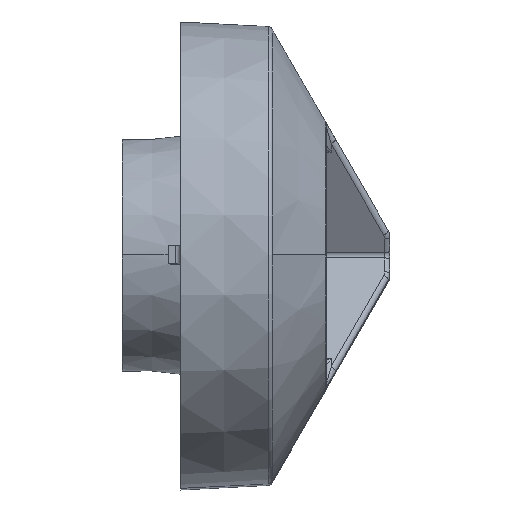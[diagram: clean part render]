
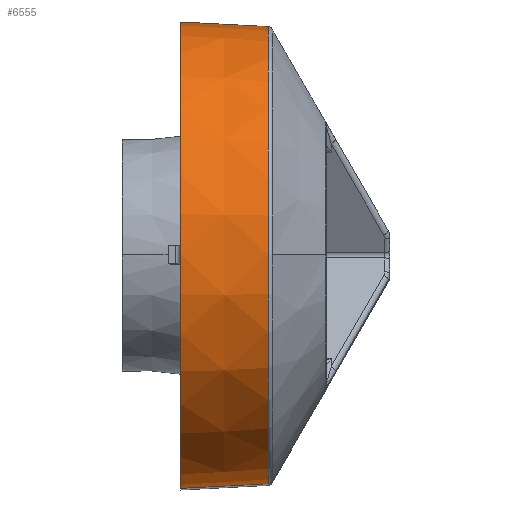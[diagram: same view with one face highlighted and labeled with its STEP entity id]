
A CAD part, top view. The second image highlights one B-rep face of the part: STEP entity #6555.
In plain terms, the highlighted conical face has half-angle 3 degrees and reference radius 9 mm.
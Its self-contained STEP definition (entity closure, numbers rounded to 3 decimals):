
#76 = DIRECTION ( 'NONE',  ( 0., 0., 1. ) ) ;
#426 = VERTEX_POINT ( 'NONE', #23956 ) ;
#572 = EDGE_CURVE ( 'NONE', #1750, #5879, #6600, .T. ) ;
#747 = CARTESIAN_POINT ( 'NONE',  ( 0.572, -8.968, 0.176 ) ) ;
#1110 = DIRECTION ( 'NONE',  ( 1., 0., 0. ) ) ;
#1244 = CARTESIAN_POINT ( 'NONE',  ( 0.572, 8.968, 0.176 ) ) ;
#1750 = VERTEX_POINT ( 'NONE', #747 ) ;
#1987 = CONICAL_SURFACE ( 'NONE', #21037, 9., 0.052 ) ;
#3690 = ORIENTED_EDGE ( 'NONE', *, *, #14190, .F. ) ;
#3710 = ORIENTED_EDGE ( 'NONE', *, *, #26726, .T. ) ;
#3924 = LINE ( 'NONE', #12241, #8943 ) ;
#4289 = EDGE_CURVE ( 'NONE', #11660, #13947, #3924, .T. ) ;
#4400 = AXIS2_PLACEMENT_3D ( 'NONE', #23522, #8100, #76 ) ;
#4911 = VERTEX_POINT ( 'NONE', #17330 ) ;
#4980 = CARTESIAN_POINT ( 'NONE',  ( 0.571, 8.97, 0.059 ) ) ;
#5879 = VERTEX_POINT ( 'NONE', #26694 ) ;
#6144 = CARTESIAN_POINT ( 'NONE',  ( 0.571, -8.969, 0.117 ) ) ;
#6555 = ADVANCED_FACE ( 'NONE', ( #10082 ), #1987, .T. ) ;
#6600 = CIRCLE ( 'NONE', #4400, 8.97 ) ;
#7297 = CARTESIAN_POINT ( 'NONE',  ( 0., 0., 0. ) ) ;
#7479 = DIRECTION ( 'NONE',  ( 0., 0., -1. ) ) ;
#8100 = DIRECTION ( 'NONE',  ( -1., 0., 0. ) ) ;
#8943 = VECTOR ( 'NONE', #22936, 1000. ) ;
#9707 = CARTESIAN_POINT ( 'NONE',  ( 0.571, 8.969, 0.117 ) ) ;
#10077 = CIRCLE ( 'NONE', #11406, 9.149 ) ;
#10082 = FACE_OUTER_BOUND ( 'NONE', #24306, .T. ) ;
#10443 = VECTOR ( 'NONE', #18581, 1000. ) ;
#11406 = AXIS2_PLACEMENT_3D ( 'NONE', #22332, #1110, #7479 ) ;
#11660 = VERTEX_POINT ( 'NONE', #13917 ) ;
#12241 = CARTESIAN_POINT ( 'NONE',  ( 0., 9., 0. ) ) ;
#12532 = CARTESIAN_POINT ( 'NONE',  ( 0.571, -8.97, 0.059 ) ) ;
#13917 = CARTESIAN_POINT ( 'NONE',  ( 0.571, 8.97, 0. ) ) ;
#13947 = VERTEX_POINT ( 'NONE', #19283 ) ;
#14190 = EDGE_CURVE ( 'NONE', #4911, #426, #22742, .T. ) ;
#14335 = CARTESIAN_POINT ( 'NONE',  ( 0.572, -8.968, 0.176 ) ) ;
#14513 = ORIENTED_EDGE ( 'NONE', *, *, #25909, .T. ) ;
#17330 = CARTESIAN_POINT ( 'NONE',  ( 0.571, -8.97, 0. ) ) ;
#18174 = CARTESIAN_POINT ( 'NONE',  ( 0.571, 8.97, 0. ) ) ;
#18581 = DIRECTION ( 'NONE',  ( -0.999, -0.052, 0. ) ) ;
#18846 = CARTESIAN_POINT ( 'NONE',  ( 0., -9., 0. ) ) ;
#18917 = CARTESIAN_POINT ( 'NONE',  ( 0.571, -8.97, 0. ) ) ;
#19283 = CARTESIAN_POINT ( 'NONE',  ( -2.85, 9.149, 0. ) ) ;
#19328 = B_SPLINE_CURVE_WITH_KNOTS ( 'NONE', 3,
 ( #1244, #9707, #4980, #18174 ),
 .UNSPECIFIED., .F., .F.,
 ( 4, 4 ),
 ( 0., 0. ),
 .UNSPECIFIED. ) ;
#20078 = DIRECTION ( 'NONE',  ( 0., 0., -1. ) ) ;
#20701 = EDGE_CURVE ( 'NONE', #5879, #11660, #19328, .T. ) ;
#21037 = AXIS2_PLACEMENT_3D ( 'NONE', #7297, #24247, #20078 ) ;
#21900 = ORIENTED_EDGE ( 'NONE', *, *, #20701, .T. ) ;
#22278 = ORIENTED_EDGE ( 'NONE', *, *, #572, .T. ) ;
#22332 = CARTESIAN_POINT ( 'NONE',  ( -2.85, 0., 0. ) ) ;
#22742 = LINE ( 'NONE', #18846, #10443 ) ;
#22936 = DIRECTION ( 'NONE',  ( -0.999, 0.052, 0. ) ) ;
#23170 = ORIENTED_EDGE ( 'NONE', *, *, #4289, .T. ) ;
#23522 = CARTESIAN_POINT ( 'NONE',  ( 0.572, 0., 0. ) ) ;
#23956 = CARTESIAN_POINT ( 'NONE',  ( -2.85, -9.149, 0. ) ) ;
#24247 = DIRECTION ( 'NONE',  ( -1., 0., 0. ) ) ;
#24306 = EDGE_LOOP ( 'NONE', ( #3690, #3710, #22278, #21900, #23170, #14513 ) ) ;
#25549 = B_SPLINE_CURVE_WITH_KNOTS ( 'NONE', 3,
 ( #18917, #12532, #6144, #14335 ),
 .UNSPECIFIED., .F., .F.,
 ( 4, 4 ),
 ( 0., 0. ),
 .UNSPECIFIED. ) ;
#25909 = EDGE_CURVE ( 'NONE', #13947, #426, #10077, .T. ) ;
#26694 = CARTESIAN_POINT ( 'NONE',  ( 0.572, 8.968, 0.176 ) ) ;
#26726 = EDGE_CURVE ( 'NONE', #4911, #1750, #25549, .T. ) ;
